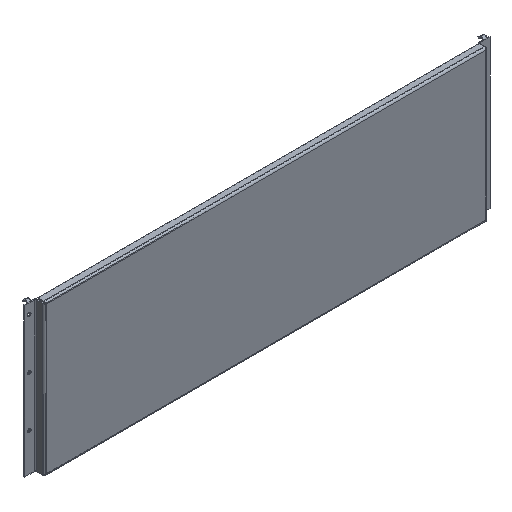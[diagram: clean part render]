
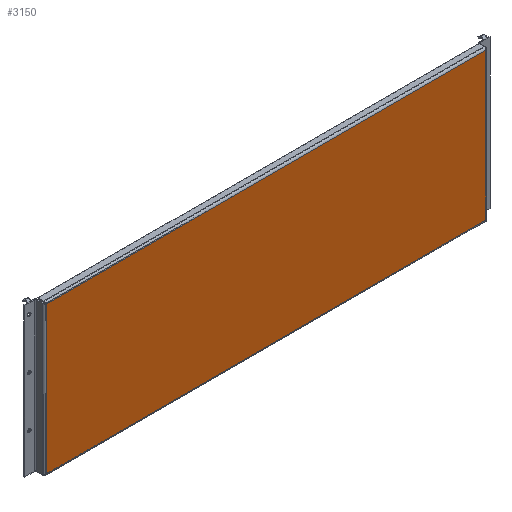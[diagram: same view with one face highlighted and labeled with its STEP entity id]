
A CAD part, isometric view. The second image highlights one B-rep face of the part: STEP entity #3150.
In plain terms, the highlighted planar face has unit normal (0, -1, 0).
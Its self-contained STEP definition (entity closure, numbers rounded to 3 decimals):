
#257 = LINE ( 'NONE', #1555, #2621 ) ;
#265 = CARTESIAN_POINT ( 'NONE',  ( 877., 0., 292. ) ) ;
#340 = CARTESIAN_POINT ( 'NONE',  ( 877., 0., 292. ) ) ;
#384 = CARTESIAN_POINT ( 'NONE',  ( 0., 0., 292. ) ) ;
#468 = ORIENTED_EDGE ( 'NONE', *, *, #1483, .T. ) ;
#479 = ORIENTED_EDGE ( 'NONE', *, *, #2846, .F. ) ;
#567 = VERTEX_POINT ( 'NONE', #741 ) ;
#659 = VECTOR ( 'NONE', #2405, 1000. ) ;
#664 = PLANE ( 'NONE',  #1897 ) ;
#741 = CARTESIAN_POINT ( 'NONE',  ( 877., 0., 0. ) ) ;
#748 = ORIENTED_EDGE ( 'NONE', *, *, #1724, .F. ) ;
#756 = CARTESIAN_POINT ( 'NONE',  ( 4., 0., 0. ) ) ;
#792 = DIRECTION ( 'NONE',  ( 0., 0., -1. ) ) ;
#849 = DIRECTION ( 'NONE',  ( 0., 0., -1. ) ) ;
#985 = VECTOR ( 'NONE', #792, 1000. ) ;
#1118 = VERTEX_POINT ( 'NONE', #756 ) ;
#1483 = EDGE_CURVE ( 'NONE', #2597, #2524, #2421, .T. ) ;
#1555 = CARTESIAN_POINT ( 'NONE',  ( 0., 0., 0. ) ) ;
#1572 = EDGE_LOOP ( 'NONE', ( #748, #479, #468, #1731 ) ) ;
#1671 = VECTOR ( 'NONE', #849, 1000. ) ;
#1724 = EDGE_CURVE ( 'NONE', #567, #1118, #257, .T. ) ;
#1731 = ORIENTED_EDGE ( 'NONE', *, *, #1871, .T. ) ;
#1871 = EDGE_CURVE ( 'NONE', #2524, #1118, #2665, .T. ) ;
#1897 = AXIS2_PLACEMENT_3D ( 'NONE', #2376, #2191, #2402 ) ;
#1991 = CARTESIAN_POINT ( 'NONE',  ( 4., 0., 292. ) ) ;
#2052 = DIRECTION ( 'NONE',  ( -1., 0., 0. ) ) ;
#2191 = DIRECTION ( 'NONE',  ( 0., -1., 0. ) ) ;
#2376 = CARTESIAN_POINT ( 'NONE',  ( 0., 0., 292. ) ) ;
#2402 = DIRECTION ( 'NONE',  ( 0., 0., -1. ) ) ;
#2405 = DIRECTION ( 'NONE',  ( -1., 0., 0. ) ) ;
#2421 = LINE ( 'NONE', #384, #659 ) ;
#2524 = VERTEX_POINT ( 'NONE', #1991 ) ;
#2597 = VERTEX_POINT ( 'NONE', #265 ) ;
#2621 = VECTOR ( 'NONE', #2052, 1000. ) ;
#2651 = CARTESIAN_POINT ( 'NONE',  ( 4., 0., 292. ) ) ;
#2665 = LINE ( 'NONE', #2651, #1671 ) ;
#2846 = EDGE_CURVE ( 'NONE', #2597, #567, #2852, .T. ) ;
#2852 = LINE ( 'NONE', #340, #985 ) ;
#2936 = FACE_OUTER_BOUND ( 'NONE', #1572, .T. ) ;
#3150 = ADVANCED_FACE ( 'NONE', ( #2936 ), #664, .T. ) ;
